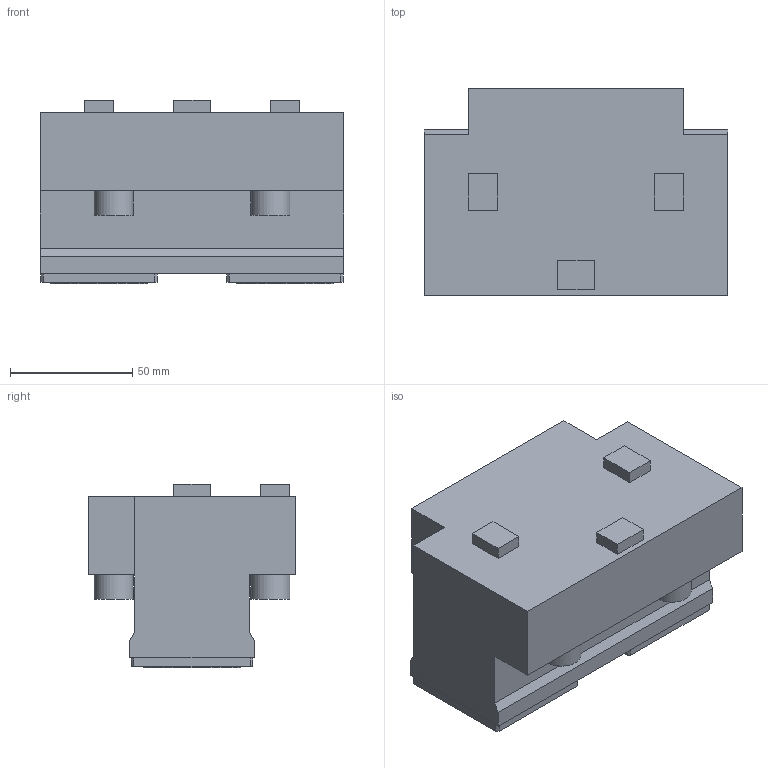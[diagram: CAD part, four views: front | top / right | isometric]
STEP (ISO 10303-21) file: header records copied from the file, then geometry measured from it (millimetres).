
FILE_DESCRIPTION(/* description */ (''),/* implementation_level */ '2;1');
FILE_NAME(/* name */ '1582871873209.stp',/* time_stamp */ '2020-02-28T12:08:02+06:00',/* author */ (''),/* organization */ ('SMS'),/* preprocessor_version */ 'ST-DEVELOPER v16.7',/* originating_system */ 'SIEMENS PLM Software NX 12.0',/* authorisation */ '');
FILE_SCHEMA (('AUTOMOTIVE_DESIGN { 1 0 10303 214 3 1 1 1 }'));
Length unit declared in the file: millimetre
Products named in the file (1): 201710262mod000_01
Bounding box: 124 x 85 x 75 mm (x, y, z)
Volume: 518315 mm3; surface area: 53769.6 mm2
Topology: 1 solids, 1 shells, 73 faces, 174 edges, 124 vertices
Faces by surface type: plane 61, cylinder 10, bspline 2
Full cylindrical faces by diameter (mm): 2.5 x2, 16 x4, 31.6 x2, 40 x2
Entity records: 2498 total; most frequent: CARTESIAN_POINT 790, ORIENTED_EDGE 320, DIRECTION 314, EDGE_CURVE 160, LINE 126, VECTOR 126, VERTEX_POINT 118, EDGE_LOOP 102
